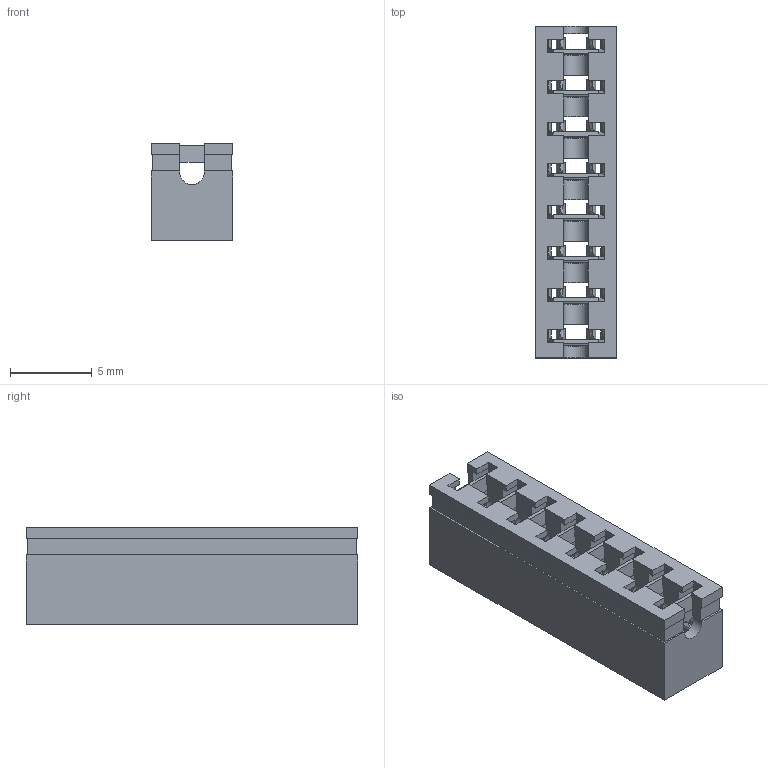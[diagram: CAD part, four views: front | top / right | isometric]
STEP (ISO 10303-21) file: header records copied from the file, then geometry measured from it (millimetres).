
FILE_DESCRIPTION( ( 'Unknown' ), '1' );
FILE_NAME( '60910813421.stp', 'Unknown', ( 'Unknown' ), ( 'Unknown' ), 'PSStep 14.0', 'Unknown', ' ' );
FILE_SCHEMA( ( 'AUTOMOTIVE_DESIGN { 1 0 10303 214 1 1 1 1 }' ) );
Length unit declared in the file: millimetre
Products named in the file (3): Assem1; 6091xx13421; 60910813421
Assembly tree (9 placements, depth 2):
  Assem1
    6091xx13421  x8
    60910813421
Bounding box: 5 x 20.32 x 5.98 mm (x, y, z)
Volume: 342.9 mm3; surface area: 1432.5 mm2
Topology: 9 solids, 9 shells, 914 faces, 2424 edges, 1520 vertices
Faces by surface type: plane 569, cylinder 329, extrusion 16
Entity records: 9986 total; most frequent: CARTESIAN_POINT 1510, ORIENTED_EDGE 1404, DIRECTION 1272, EDGE_CURVE 702, VECTOR 592, LINE 590, VERTEX_POINT 456, AXIS2_PLACEMENT_3D 340
